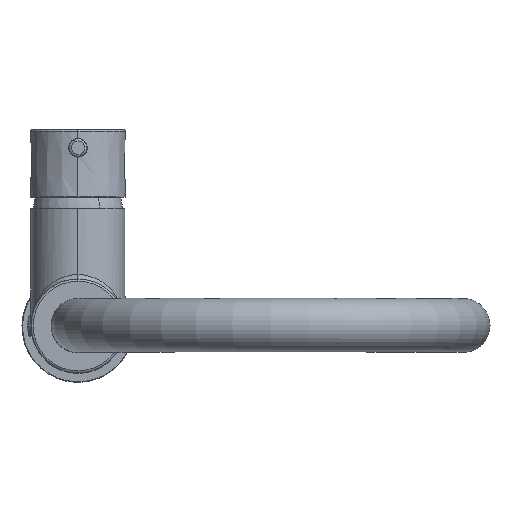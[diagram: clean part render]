
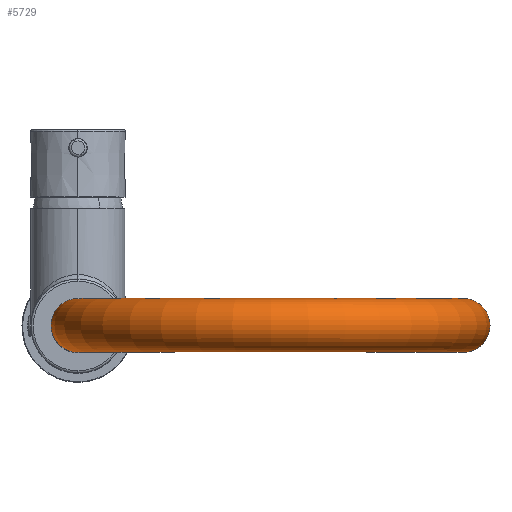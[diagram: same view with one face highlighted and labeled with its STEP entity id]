
A CAD part, top view. The second image highlights one B-rep face of the part: STEP entity #5729.
In plain terms, the highlighted toroidal (fillet/blend) face has major radius 86 mm and minor radius 12 mm.
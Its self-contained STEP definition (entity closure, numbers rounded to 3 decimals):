
#5658=CARTESIAN_POINT('Vertex',(0.,12.,193.8)) ;
#5665=CARTESIAN_POINT('Vertex',(0.,-12.,193.8)) ;
#5668=CARTESIAN_POINT('Axis2P3D Location',(0.,0.,193.8)) ;
#5699=CARTESIAN_POINT('Axis2P3D Location',(86.,0.,193.8)) ;
#5704=CARTESIAN_POINT('Axis2P3D Location',(86.,-12.,193.8)) ;
#5708=CARTESIAN_POINT('Vertex',(172.,-12.,193.8)) ;
#5711=CARTESIAN_POINT('Axis2P3D Location',(172.,0.,193.8)) ;
#5715=CARTESIAN_POINT('Vertex',(172.,12.,193.8)) ;
#5718=CARTESIAN_POINT('Axis2P3D Location',(86.,12.,193.8)) ;
#5669=DIRECTION('Axis2P3D Direction',(-0.,0.,1.)) ;
#5700=DIRECTION('Axis2P3D Direction',(0.,-1.,0.)) ;
#5701=DIRECTION('Axis2P3D XDirection',(1.,0.,0.)) ;
#5705=DIRECTION('Axis2P3D Direction',(0.,-1.,0.)) ;
#5712=DIRECTION('Axis2P3D Direction',(0.,0.,-1.)) ;
#5719=DIRECTION('Axis2P3D Direction',(0.,-1.,0.)) ;
#5670=AXIS2_PLACEMENT_3D('Circle Axis2P3D',#5668,#5669,$) ;
#5702=AXIS2_PLACEMENT_3D('Torus Axis2P3D',#5699,#5700,#5701) ;
#5706=AXIS2_PLACEMENT_3D('Circle Axis2P3D',#5704,#5705,$) ;
#5713=AXIS2_PLACEMENT_3D('Circle Axis2P3D',#5711,#5712,$) ;
#5720=AXIS2_PLACEMENT_3D('Circle Axis2P3D',#5718,#5719,$) ;
#5671=CIRCLE('generated circle',#5670,12.) ;
#5707=CIRCLE('generated circle',#5706,86.) ;
#5714=CIRCLE('generated circle',#5713,12.) ;
#5721=CIRCLE('generated circle',#5720,86.) ;
#5703=TOROIDAL_SURFACE('homeo Torus',#5702,86.,12.) ;
#5672=EDGE_CURVE('',#5659,#5666,#5671,.T.) ;
#5710=EDGE_CURVE('',#5709,#5666,#5707,.T.) ;
#5717=EDGE_CURVE('',#5716,#5709,#5714,.T.) ;
#5722=EDGE_CURVE('',#5716,#5659,#5721,.T.) ;
#5724=ORIENTED_EDGE('',*,*,#5672,.T.) ;
#5725=ORIENTED_EDGE('',*,*,#5710,.F.) ;
#5726=ORIENTED_EDGE('',*,*,#5717,.F.) ;
#5727=ORIENTED_EDGE('',*,*,#5722,.T.) ;
#5723=EDGE_LOOP('',(#5724,#5725,#5726,#5727)) ;
#5659=VERTEX_POINT('',#5658) ;
#5666=VERTEX_POINT('',#5665) ;
#5709=VERTEX_POINT('',#5708) ;
#5716=VERTEX_POINT('',#5715) ;
#5729=ADVANCED_FACE('PartBody',(#5728),#5703,.T.) ;
#5728=FACE_OUTER_BOUND('',#5723,.T.) ;
